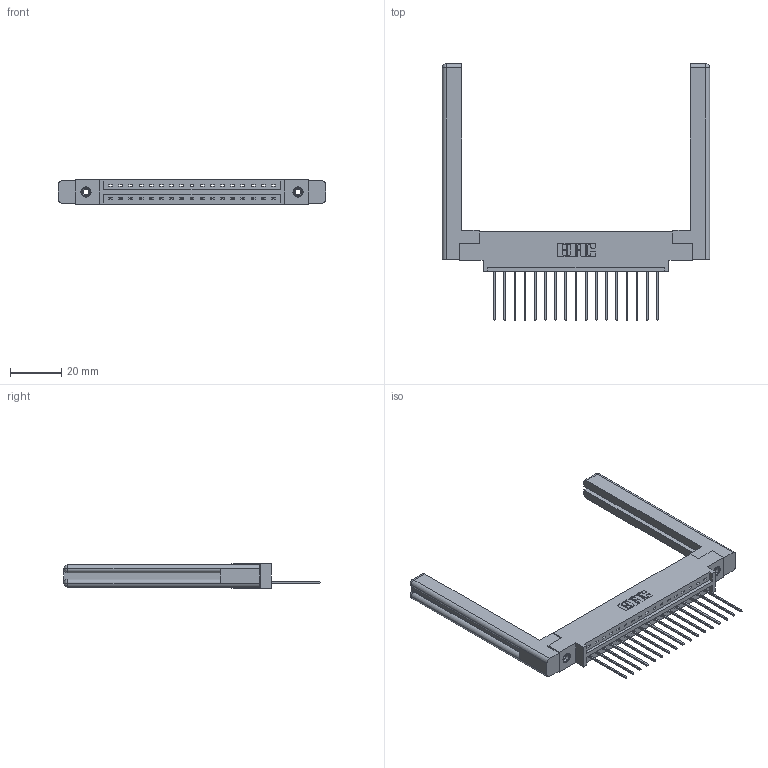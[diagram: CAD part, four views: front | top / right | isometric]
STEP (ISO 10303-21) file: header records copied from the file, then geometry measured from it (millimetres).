
FILE_DESCRIPTION (( 'STEP AP203' ), '1' );
FILE_NAME ('337-017-541-658.STEP', '2019-09-28T19:02:37', ( '' ), ( '' ), 'SwSTEP 2.0', 'SolidWorks 2016', '' );
FILE_SCHEMA (( 'CONFIG_CONTROL_DESIGN' ));
Length unit declared in the file: inch
Products named in the file (5): 345-250-001_345-250-001-102; 337 Part_0.170 Offset - 0.156 Dia-TI; 337-017-541-658; 345-292-001_345-293-141; 307-220-058
Assembly tree (22 placements, depth 2):
  337-017-541-658
    337 Part_0.170 Offset - 0.156 Dia-TI
    345-292-001_345-293-141  x17
    345-250-001_345-250-001-102  x2
    307-220-058  x2
Bounding box: 103.99 x 99.7 x 9.4 mm (x, y, z)
Volume: 17595.7 mm3; surface area: 16297.3 mm2
Topology: 22 solids, 22 shells, 1314 faces, 3873 edges, 2546 vertices
Faces by surface type: plane 940, cylinder 350, cone 12, torus 12
Entity records: 18654 total; most frequent: CARTESIAN_POINT 3248, ORIENTED_EDGE 3140, DIRECTION 2804, EDGE_CURVE 1570, VECTOR 1394, LINE 1394, VERTEX_POINT 1038, AXIS2_PLACEMENT_3D 705
